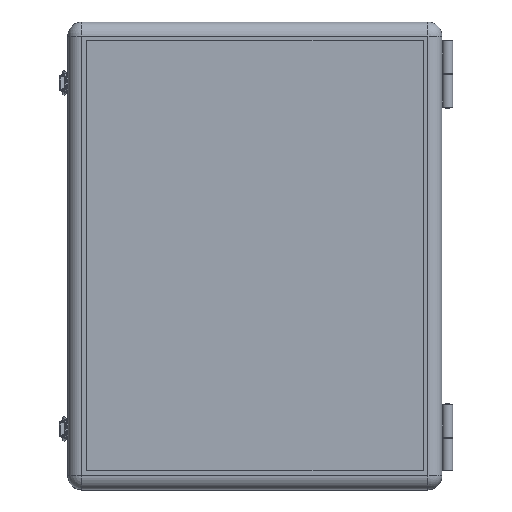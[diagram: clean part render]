
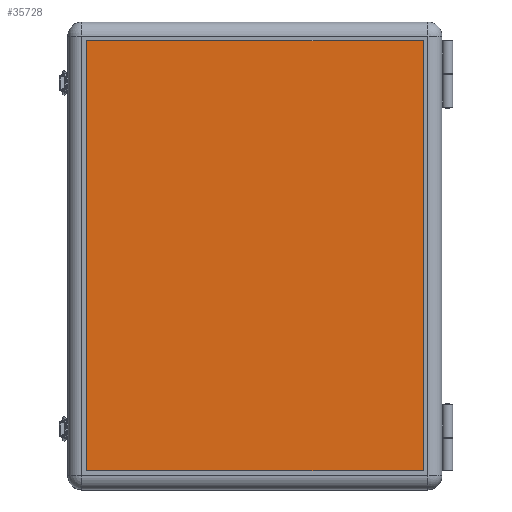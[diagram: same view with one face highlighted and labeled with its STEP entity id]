
A CAD part, top view. The second image highlights one B-rep face of the part: STEP entity #35728.
In plain terms, the highlighted face is planar.
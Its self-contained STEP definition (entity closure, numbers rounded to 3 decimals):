
#18917 = AXIS2_PLACEMENT_3D ( 'NONE', #20238, #20249, #20250 ) ;
#20238 = CARTESIAN_POINT ( 'NONE',  ( -185., -235., 0. ) ) ;
#20246 = FACE_OUTER_BOUND ( 'NONE', #37732, .T. ) ;
#20247 = PLANE ( 'NONE',  #18917 ) ;
#20249 = DIRECTION ( 'NONE',  ( 0., 0., 1. ) ) ;
#20250 = DIRECTION ( 'NONE',  ( 1., 0., 0. ) ) ;
#25408 = LINE ( 'NONE', #25418, #26047 ) ;
#25418 = CARTESIAN_POINT ( 'NONE',  ( 180., -235., 0. ) ) ;
#25419 = DIRECTION ( 'NONE',  ( 0., 1., 0. ) ) ;
#25426 = LINE ( 'NONE', #25428, #26051 ) ;
#25427 = LINE ( 'NONE', #25439, #26054 ) ;
#25428 = CARTESIAN_POINT ( 'NONE',  ( -185., 230., 0. ) ) ;
#25429 = DIRECTION ( 'NONE',  ( -1., 0., 0. ) ) ;
#25439 = CARTESIAN_POINT ( 'NONE',  ( -185., -230., 0. ) ) ;
#25441 = DIRECTION ( 'NONE',  ( 1., 0., 0. ) ) ;
#25444 = LINE ( 'NONE', #25445, #26057 ) ;
#25445 = CARTESIAN_POINT ( 'NONE',  ( -180., -235., 0. ) ) ;
#25446 = DIRECTION ( 'NONE',  ( 0., -1., 0. ) ) ;
#26047 = VECTOR ( 'NONE', #25419, 1000. ) ;
#26051 = VECTOR ( 'NONE', #25429, 1000. ) ;
#26054 = VECTOR ( 'NONE', #25441, 1000. ) ;
#26057 = VECTOR ( 'NONE', #25446, 1000. ) ;
#27846 = CARTESIAN_POINT ( 'NONE',  ( -180., -230., 0. ) ) ;
#27915 = CARTESIAN_POINT ( 'NONE',  ( 180., -230., 0. ) ) ;
#27919 = CARTESIAN_POINT ( 'NONE',  ( -180., 230., 0. ) ) ;
#27920 = CARTESIAN_POINT ( 'NONE',  ( 180., 230., 0. ) ) ;
#35728 = ADVANCED_FACE ( 'NONE', ( #20246 ), #20247, .F. ) ;
#37732 = EDGE_LOOP ( 'NONE', ( #52829, #52830, #52831, #52832 ) ) ;
#42144 = EDGE_CURVE ( 'NONE', #45327, #45335, #25408, .T. ) ;
#42150 = EDGE_CURVE ( 'NONE', #45335, #45333, #25426, .T. ) ;
#42157 = EDGE_CURVE ( 'NONE', #45205, #45327, #25427, .T. ) ;
#42160 = EDGE_CURVE ( 'NONE', #45333, #45205, #25444, .T. ) ;
#45205 = VERTEX_POINT ( 'NONE', #27846 ) ;
#45327 = VERTEX_POINT ( 'NONE', #27915 ) ;
#45333 = VERTEX_POINT ( 'NONE', #27919 ) ;
#45335 = VERTEX_POINT ( 'NONE', #27920 ) ;
#52829 = ORIENTED_EDGE ( 'NONE', *, *, #42144, .F. ) ;
#52830 = ORIENTED_EDGE ( 'NONE', *, *, #42157, .F. ) ;
#52831 = ORIENTED_EDGE ( 'NONE', *, *, #42160, .F. ) ;
#52832 = ORIENTED_EDGE ( 'NONE', *, *, #42150, .F. ) ;
